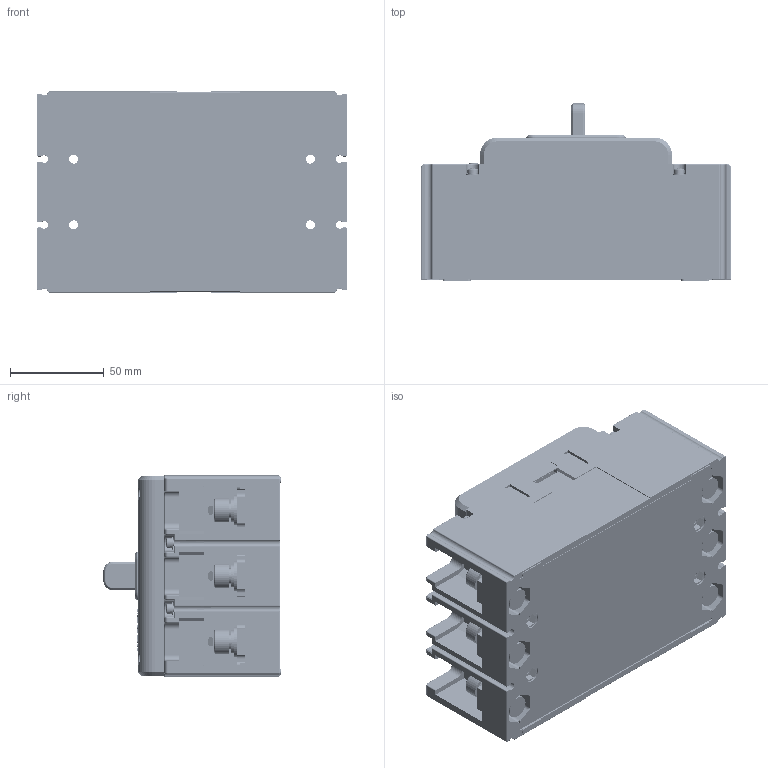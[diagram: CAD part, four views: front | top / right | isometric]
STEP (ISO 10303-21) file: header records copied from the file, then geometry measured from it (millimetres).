
FILE_DESCRIPTION((''),'2;1');
FILE_NAME('CDM6I-250L_3P_ASM','2023-05-29T',('heyan.du'),(''),'PRO/ENGINEER BY PARAMETRIC TECHNOLOGY CORPORATION, 2015440','PRO/ENGINEER BY PARAMETRIC TECHNOLOGY CORPORATION, 2015440','');
FILE_SCHEMA(('CONFIG_CONTROL_DESIGN'));
Length unit declared in the file: millimetre
Products named in the file (42): PRT0067; PRT0068; ASM0033_ASM; 5551070200_ASM_2; 8550073500_4; 5551070200_ASM_2_ASM; ASM0032_ASM; PRT0069; PRT0070; PRT0071; PRT0072; PRT0073; ASM0034_ASM; PRT0074; PRT0075; ASM0036_ASM; PRT0076; PRT0077; PRT0078; PRT0079; PRT0080; PRT0081; ASM0037_ASM; ASM0035_ASM; PRT0082; PRT0083; PRT0084; PRT0085; PRT0086; ASM0038_ASM; GB_T70_1-M8X20_4; 7090200704_GB_T97_1_8_4; 7090370701K_GB_T93_8_4; ASM0039_ASM; ASM0040_ASM; ASM0041_ASM; ASM0042_ASM; ASM0043_ASM; PRT0087; 8585064000_2 ...
Assembly tree (82 placements, depth 5):
  CDM6I-250L_3P_ASM
    ASM0031_ASM
      ASM0032_ASM
        ASM0033_ASM
          PRT0067
          PRT0068  x8
        5551070200_ASM_2
        5551070200_ASM_2_ASM  x2
          8550073500_4
      PRT0069  x3
      PRT0070  x3
      ASM0034_ASM
        PRT0071
        PRT0072
        PRT0073
      ASM0035_ASM
        ASM0036_ASM
          PRT0074
          PRT0075  x4
        PRT0076
        PRT0077
        PRT0078
        ASM0037_ASM  x4
          PRT0079
          PRT0080
          PRT0081
      PRT0082  x8
      PRT0083
      ASM0038_ASM
        PRT0084
        PRT0085
        PRT0086
      ASM0039_ASM
        GB_T70_1-M8X20_4
        7090200704_GB_T97_1_8_4
        7090370701K_GB_T93_8_4
      ASM0040_ASM
        GB_T70_1-M8X20_4
        7090200704_GB_T97_1_8_4
        7090370701K_GB_T93_8_4
      ASM0041_ASM
        GB_T70_1-M8X20_4
        7090200704_GB_T97_1_8_4
        7090370701K_GB_T93_8_4
      ASM0042_ASM
        GB_T70_1-M8X20_4
        7090200704_GB_T97_1_8_4
        7090370701K_GB_T93_8_4
      ASM0043_ASM
        GB_T70_1-M8X20_4
        7090200704_GB_T97_1_8_4
        7090370701K_GB_T93_8_4
      PRT0087  x3
      8585064000_2  x3
Bounding box: 165 x 94.38 x 107 mm (x, y, z)
Volume: 471568.2 mm3; surface area: 317827.9 mm2
Topology: 73 solids, 115 shells, 5323 faces, 14280 edges, 9226 vertices
Faces by surface type: plane 2846, cylinder 1797, cone 192, extrusion 159, torus 147, sphere 93, bspline 89
Entity records: 143307 total; most frequent: CARTESIAN_POINT 35964, ORIENTED_EDGE 22526, DIRECTION 21996, EDGE_CURVE 11283, VECTOR 7478, VERTEX_POINT 7337, LINE 7319, AXIS2_PLACEMENT_3D 7259
